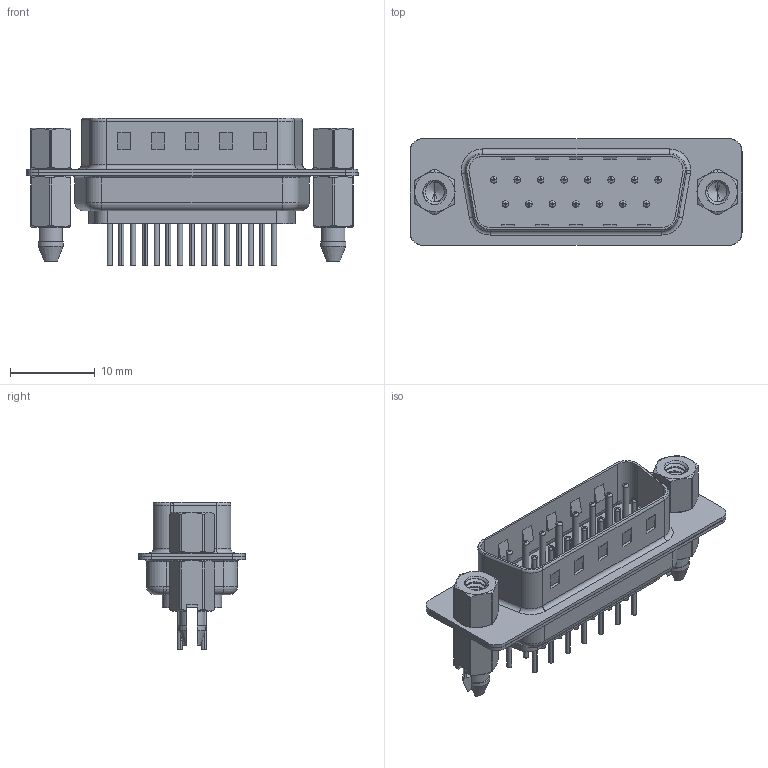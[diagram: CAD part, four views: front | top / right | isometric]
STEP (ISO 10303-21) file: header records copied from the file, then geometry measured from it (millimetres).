
FILE_DESCRIPTION (( 'STEP AP203' ), '1' );
FILE_NAME ('MHDD-15MNS-H1.STEP', '2025-11-12T20:28:28', ( '' ), ( '' ), 'SwSTEP 2.0', 'SolidWorks 2023', '' );
FILE_SCHEMA (( 'CONFIG_CONTROL_DESIGN' ));
Length unit declared in the file: millimetre
Products named in the file (8): MHDD Contact Row 2_20L; MHDD Shell Rear_15 Contacts; MHDD 4-40 Hex Standoff; MHDD-15MNS-H1; MHDD Contact Row 1_20L; MHDD Shell Front_15 Contacts; MHDD 4-40 Threaded Boardlock_LP; MHDD Housing_15 LP
Assembly tree (22 placements, depth 2):
  MHDD-15MNS-H1
    MHDD Housing_15 LP
    MHDD Shell Front_15 Contacts
    MHDD Shell Rear_15 Contacts
    MHDD Contact Row 1_20L  x8
    MHDD Contact Row 2_20L  x7
    MHDD 4-40 Hex Standoff  x2
    MHDD 4-40 Threaded Boardlock_LP  x2
Bounding box: 39.15 x 12.6 x 17.42 mm (x, y, z)
Volume: 2114.4 mm3; surface area: 6093.3 mm2
Topology: 22 solids, 22 shells, 2008 faces, 5286 edges, 3301 vertices
Faces by surface type: cylinder 792, plane 553, torus 461, cone 184, bspline 18
Entity records: 27239 total; most frequent: CARTESIAN_POINT 8650, DIRECTION 3762, ORIENTED_EDGE 3602, EDGE_CURVE 1801, AXIS2_PLACEMENT_3D 1482, VERTEX_POINT 1149, EDGE_LOOP 810, VECTOR 798
